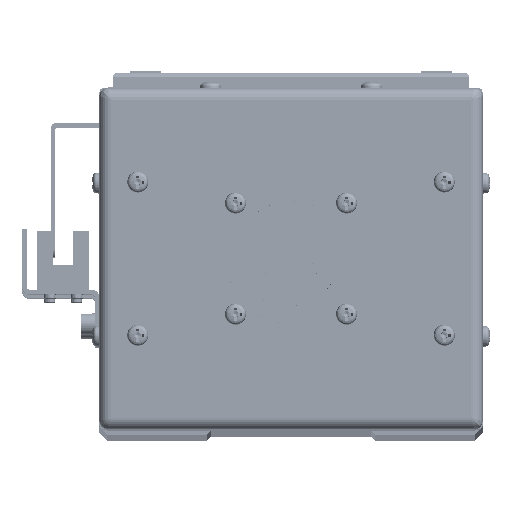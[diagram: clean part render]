
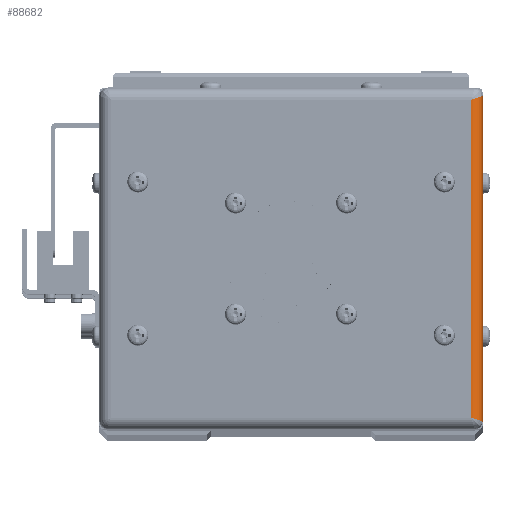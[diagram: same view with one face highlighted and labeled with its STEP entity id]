
A CAD part, top view. The second image highlights one B-rep face of the part: STEP entity #88682.
In plain terms, the highlighted cylindrical face has radius 3 mm (diameter 6 mm), a partial arc.
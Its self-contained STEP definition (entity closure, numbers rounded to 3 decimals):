
#1836 = DIRECTION ( 'NONE',  ( 0., 1., 0. ) ) ;
#2090 = CARTESIAN_POINT ( 'NONE',  ( 47., 42.5, 2.5 ) ) ;
#8056 = LINE ( 'NONE', #114964, #55308 ) ;
#9448 = DIRECTION ( 'NONE',  ( 0., -1., 0. ) ) ;
#13234 = EDGE_CURVE ( 'NONE', #100877, #51987, #8056, .T. ) ;
#17473 = FACE_OUTER_BOUND ( 'NONE', #48836, .T. ) ;
#19425 = CARTESIAN_POINT ( 'NONE',  ( 50., 42.5, 1.257 ) ) ;
#28420 = CARTESIAN_POINT ( 'NONE',  ( 47., -42.5, -0.5 ) ) ;
#30532 = EDGE_CURVE ( 'NONE', #105594, #51987, #57992, .T. ) ;
#30821 = VERTEX_POINT ( 'NONE', #41769 ) ;
#31742 = EDGE_CURVE ( 'NONE', #105594, #30821, #89402, .T. ) ;
#39655 = CYLINDRICAL_SURFACE ( 'NONE', #94100, 3. ) ;
#41769 = CARTESIAN_POINT ( 'NONE',  ( 47., 41.5, 2.5 ) ) ;
#46527 = EDGE_CURVE ( 'NONE', #30821, #100877, #111832, .T. ) ;
#47518 = CARTESIAN_POINT ( 'NONE',  ( 48.757, 42.086, 2.5 ) ) ;
#48836 = EDGE_LOOP ( 'NONE', ( #68392, #74133, #76491, #78498 ) ) ;
#51599 = CARTESIAN_POINT ( 'NONE',  ( 47., -41.5, 2.5 ) ) ;
#51987 = VERTEX_POINT ( 'NONE', #56526 ) ;
#54263 = CARTESIAN_POINT ( 'NONE',  ( 50., -42.5, -0.5 ) ) ;
#54278 = CARTESIAN_POINT ( 'NONE',  ( 50., -42.5, 1.257 ) ) ;
#54556 = CARTESIAN_POINT ( 'NONE',  ( 47., -41.5, 2.5 ) ) ;
#54651 = CARTESIAN_POINT ( 'NONE',  ( 48.757, -42.086, 2.5 ) ) ;
#55308 = VECTOR ( 'NONE', #113062, 1000. ) ;
#56526 = CARTESIAN_POINT ( 'NONE',  ( 50., -42.5, -0.5 ) ) ;
#57992 =( BOUNDED_CURVE ( )  B_SPLINE_CURVE ( 3, ( #54556, #54651, #54278, #54263 ),
 .UNSPECIFIED., .F., .T. ) 
 B_SPLINE_CURVE_WITH_KNOTS ( ( 4, 4 ),
 ( 4.712, 6.283 ),
 .UNSPECIFIED. ) 
 CURVE ( )  GEOMETRIC_REPRESENTATION_ITEM ( )  RATIONAL_B_SPLINE_CURVE ( ( 1., 0.805, 0.805, 1. ) ) 
 REPRESENTATION_ITEM ( '' )  );
#65876 = CARTESIAN_POINT ( 'NONE',  ( 47., 41.5, 2.5 ) ) ;
#68392 = ORIENTED_EDGE ( 'NONE', *, *, #30532, .T. ) ;
#74133 = ORIENTED_EDGE ( 'NONE', *, *, #13234, .F. ) ;
#76491 = ORIENTED_EDGE ( 'NONE', *, *, #46527, .F. ) ;
#78498 = ORIENTED_EDGE ( 'NONE', *, *, #31742, .F. ) ;
#85097 = CARTESIAN_POINT ( 'NONE',  ( 50., 42.5, -0.5 ) ) ;
#88682 = ADVANCED_FACE ( 'NONE', ( #17473 ), #39655, .T. ) ;
#89402 = LINE ( 'NONE', #2090, #111224 ) ;
#89967 = CARTESIAN_POINT ( 'NONE',  ( 50., 42.5, -0.5 ) ) ;
#94100 = AXIS2_PLACEMENT_3D ( 'NONE', #28420, #9448, #121695 ) ;
#100877 = VERTEX_POINT ( 'NONE', #89967 ) ;
#105594 = VERTEX_POINT ( 'NONE', #51599 ) ;
#111224 = VECTOR ( 'NONE', #1836, 1000. ) ;
#111832 =( BOUNDED_CURVE ( )  B_SPLINE_CURVE ( 3, ( #65876, #47518, #19425, #85097 ),
 .UNSPECIFIED., .F., .T. ) 
 B_SPLINE_CURVE_WITH_KNOTS ( ( 4, 4 ),
 ( 4.712, 6.283 ),
 .UNSPECIFIED. ) 
 CURVE ( )  GEOMETRIC_REPRESENTATION_ITEM ( )  RATIONAL_B_SPLINE_CURVE ( ( 1., 0.805, 0.805, 1. ) ) 
 REPRESENTATION_ITEM ( '' )  );
#113062 = DIRECTION ( 'NONE',  ( 0., -1., 0. ) ) ;
#114964 = CARTESIAN_POINT ( 'NONE',  ( 50., -42.5, -0.5 ) ) ;
#121695 = DIRECTION ( 'NONE',  ( 1., 0., 0. ) ) ;
